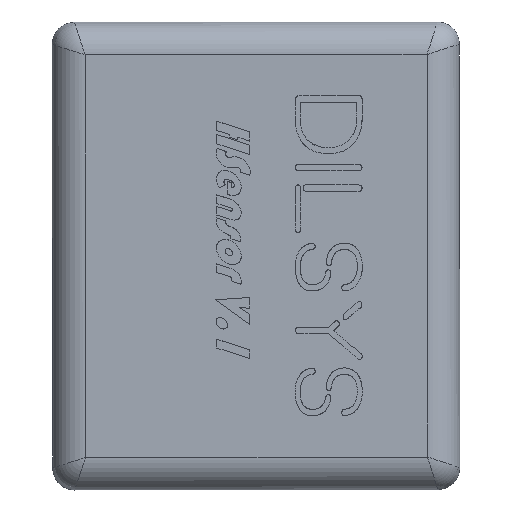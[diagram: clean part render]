
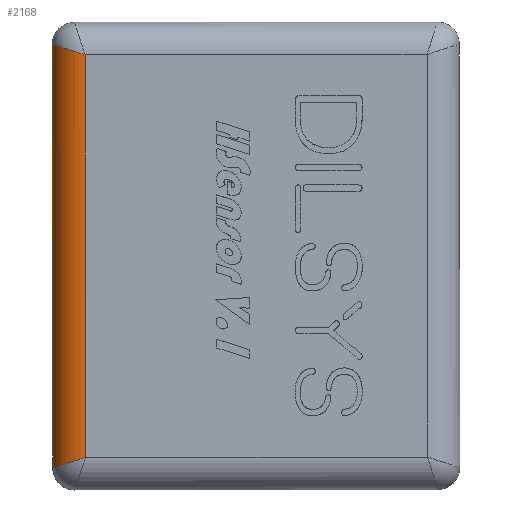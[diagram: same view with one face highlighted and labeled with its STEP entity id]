
A CAD part, top view. The second image highlights one B-rep face of the part: STEP entity #2168.
In plain terms, the highlighted cylindrical face has radius 3 mm (diameter 6 mm), a partial arc.
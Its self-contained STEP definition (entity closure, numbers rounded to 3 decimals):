
#2168=ADVANCED_FACE('',(#10155),#10157,.T.);
#10155=FACE_BOUND('',#10156,.T.);
#10156=EDGE_LOOP('',(#17627,#17628,#17629,#17630));
#10157=CYLINDRICAL_SURFACE('',#10158,3.);
#10158=AXIS2_PLACEMENT_3D('',#10159,#10160,#10161);
#10159=CARTESIAN_POINT('',(11.67,56.278,19.462));
#10160=DIRECTION('',(0.001,-1.,0.));
#10161=DIRECTION('',(0.01,0.,1.));
#17627=ORIENTED_EDGE('',*,*,#22609,.T.);
#17628=ORIENTED_EDGE('',*,*,#22610,.T.);
#17629=ORIENTED_EDGE('',*,*,#21291,.F.);
#17630=ORIENTED_EDGE('',*,*,#22611,.F.);
#21291=EDGE_CURVE('',#24033,#24035,#24036,.T.);
#22609=EDGE_CURVE('',#26437,#26438,#26439,.T.);
#22610=EDGE_CURVE('',#26438,#24035,#26440,.T.);
#22611=EDGE_CURVE('',#26437,#24033,#26441,.T.);
#24033=VERTEX_POINT('',#28620);
#24035=VERTEX_POINT('',#28624);
#24036=LINE('',#28625,#28626);
#26437=VERTEX_POINT('',#34654);
#26438=VERTEX_POINT('',#34655);
#26439=LINE('',#34656,#34657);
#26440=B_SPLINE_CURVE_WITH_KNOTS('',3,
(#34659,#34660,#34661,#34662,#34663,#34664,#34665,#34666,#34667,#34668,#34669,#34670,
#34671,#34672),
.UNSPECIFIED.,.F.,.F.,
(4,1,1,1,1,1,1,1,1,1,1,4),
(0.,0.098,0.189,0.271,0.358,0.446,
0.537,0.632,0.727,0.836,0.926,
1.),
.UNSPECIFIED.);
#26441=B_SPLINE_CURVE_WITH_KNOTS('',3,
(#34673,#34674,#34675,#34676,#34677,#34678,#34679,#34680,#34681,#34682,#34683,#34684,
#34685,#34686),
.UNSPECIFIED.,.F.,.F.,
(4,1,1,1,1,1,1,1,1,1,1,4),
(0.,0.098,0.189,0.271,0.358,0.446,
0.537,0.632,0.727,0.836,0.926,
1.),
.UNSPECIFIED.);
#28620=CARTESIAN_POINT('',(11.715,43.319,22.46));
#28624=CARTESIAN_POINT('',(11.754,6.736,22.453));
#28625=CARTESIAN_POINT('',(11.715,43.319,22.46));
#28626=VECTOR('',#28627,1.);
#28627=DIRECTION('',(0.001,-1.,0.));
#34654=CARTESIAN_POINT('',(8.73,44.275,19.991));
#34655=CARTESIAN_POINT('',(8.771,5.775,19.983));
#34656=CARTESIAN_POINT('',(8.73,44.275,19.991));
#34657=VECTOR('',#34658,1.);
#34658=DIRECTION('',(0.001,-1.,0.));
#34659=CARTESIAN_POINT('',(8.771,5.775,19.983));
#34660=CARTESIAN_POINT('',(8.796,5.783,20.122));
#34661=CARTESIAN_POINT('',(8.863,5.803,20.386));
#34662=CARTESIAN_POINT('',(9.009,5.85,20.748));
#34663=CARTESIAN_POINT('',(9.19,5.907,21.073));
#34664=CARTESIAN_POINT('',(9.405,5.976,21.369));
#34665=CARTESIAN_POINT('',(9.662,6.058,21.643));
#34666=CARTESIAN_POINT('',(9.957,6.154,21.888));
#34667=CARTESIAN_POINT('',(10.289,6.261,22.098));
#34668=CARTESIAN_POINT('',(10.666,6.383,22.271));
#34669=CARTESIAN_POINT('',(11.056,6.509,22.387));
#34670=CARTESIAN_POINT('',(11.427,6.63,22.445));
#34671=CARTESIAN_POINT('',(11.652,6.703,22.454));
#34672=CARTESIAN_POINT('',(11.754,6.736,22.453));
#34673=CARTESIAN_POINT('',(8.73,44.275,19.991));
#34674=CARTESIAN_POINT('',(8.755,44.266,20.13));
#34675=CARTESIAN_POINT('',(8.822,44.247,20.394));
#34676=CARTESIAN_POINT('',(8.968,44.2,20.755));
#34677=CARTESIAN_POINT('',(9.149,44.143,21.08));
#34678=CARTESIAN_POINT('',(9.365,44.074,21.376));
#34679=CARTESIAN_POINT('',(9.622,43.992,21.65));
#34680=CARTESIAN_POINT('',(9.917,43.898,21.896));
#34681=CARTESIAN_POINT('',(10.249,43.791,22.105));
#34682=CARTESIAN_POINT('',(10.627,43.67,22.278));
#34683=CARTESIAN_POINT('',(11.017,43.544,22.395));
#34684=CARTESIAN_POINT('',(11.389,43.425,22.452));
#34685=CARTESIAN_POINT('',(11.614,43.352,22.461));
#34686=CARTESIAN_POINT('',(11.715,43.319,22.46));
